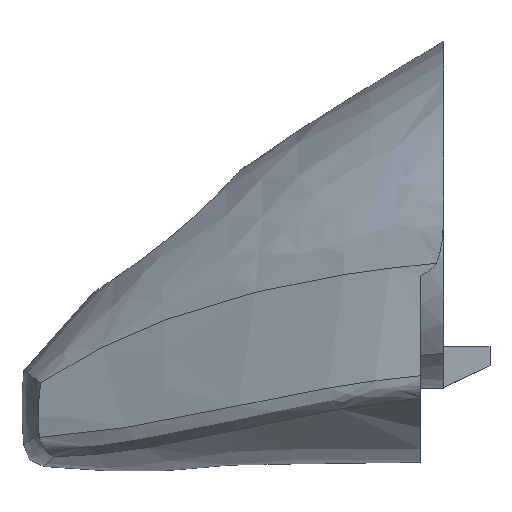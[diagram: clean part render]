
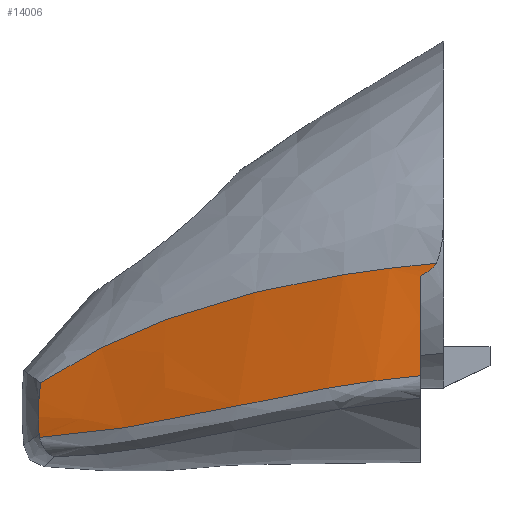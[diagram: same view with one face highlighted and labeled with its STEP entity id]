
A CAD part, top view. The second image highlights one B-rep face of the part: STEP entity #14006.
In plain terms, the highlighted free-form (B-spline) face has degree [3, 3] with [4, 4] control points.
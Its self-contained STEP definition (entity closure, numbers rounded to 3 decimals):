
#202 = CARTESIAN_POINT ( 'NONE',  ( 0., 17.322, 17.153 ) ) ;
#260 = CARTESIAN_POINT ( 'NONE',  ( -24.603, 13.717, 9.736 ) ) ;
#854 = CARTESIAN_POINT ( 'NONE',  ( -34.792, 2.584, 7.227 ) ) ;
#1044 = EDGE_CURVE ( 'NONE', #10531, #12381, #6668, .T. ) ;
#1408 = CARTESIAN_POINT ( 'NONE',  ( -2., 16.152, 16.96 ) ) ;
#1519 = CARTESIAN_POINT ( 'NONE',  ( -1.12, 16.717, 17.054 ) ) ;
#1545 = CARTESIAN_POINT ( 'NONE',  ( -12.488, 5.776, 16.63 ) ) ;
#1644 = CARTESIAN_POINT ( 'NONE',  ( -3.436, 7.468, 17.434 ) ) ;
#1647 = CARTESIAN_POINT ( 'NONE',  ( -12.421, 10.127, 16.514 ) ) ;
#1966 = CARTESIAN_POINT ( 'NONE',  ( -34.792, 2.584, 7.227 ) ) ;
#2509 = EDGE_CURVE ( 'NONE', #10531, #12111, #14756, .T. ) ;
#2748 = CARTESIAN_POINT ( 'NONE',  ( -2., 16.152, 16.96 ) ) ;
#2811 = CARTESIAN_POINT ( 'NONE',  ( -0.834, 16.954, 17.087 ) ) ;
#2823 = CARTESIAN_POINT ( 'NONE',  ( -2., 13.289, 16.999 ) ) ;
#2865 = CARTESIAN_POINT ( 'NONE',  ( -1., 16.805, 17.067 ) ) ;
#2880 = EDGE_CURVE ( 'NONE', #15653, #13459, #11941, .T. ) ;
#3053 = CARTESIAN_POINT ( 'NONE',  ( -24.041, 3.694, 11.524 ) ) ;
#3150 = CARTESIAN_POINT ( 'NONE',  ( -24.777, 13.601, 9.688 ) ) ;
#3196 = B_SPLINE_CURVE_WITH_KNOTS ( 'NONE', 3,
 ( #12283, #9569, #15019, #7014, #13793, #3053, #5622, #6957, #16247, #5777, #16359, #4383, #1644, #8248 ),
 .UNSPECIFIED., .F., .F.,
 ( 4, 2, 2, 2, 2, 2, 4 ),
 ( 0., 0.004, 0.009, 0.017, 0.026, 0.031, 0.035 ),
 .UNSPECIFIED. ) ;
#3458 = CARTESIAN_POINT ( 'NONE',  ( -34.792, 2.584, 7.227 ) ) ;
#3573 = CARTESIAN_POINT ( 'NONE',  ( -34.773, 2.398, 7.215 ) ) ;
#4028 = CARTESIAN_POINT ( 'NONE',  ( -0.646, 17.19, 17.118 ) ) ;
#4200 = CARTESIAN_POINT ( 'NONE',  ( -1.487, 16.46, 17.015 ) ) ;
#4282 = CARTESIAN_POINT ( 'NONE',  ( 0., 15.036, 16.909 ) ) ;
#4331 = CARTESIAN_POINT ( 'NONE',  ( -23.473, 1.409, 12.04 ) ) ;
#4383 = CARTESIAN_POINT ( 'NONE',  ( -4.861, 7.302, 17.197 ) ) ;
#5622 = CARTESIAN_POINT ( 'NONE',  ( -21.376, 4.245, 12.554 ) ) ;
#5777 = CARTESIAN_POINT ( 'NONE',  ( -9.095, 6.681, 16.323 ) ) ;
#6442 = B_SPLINE_CURVE_WITH_KNOTS ( 'NONE', 3,
 ( #2748, #12040, #4200, #1519, #2865, #2811, #12152, #12088, #4028, #13377 ),
 .UNSPECIFIED., .F., .F.,
 ( 4, 2, 2, 2, 4 ),
 ( 0., 0.001, 0.001, 0.002, 0.002 ),
 .UNSPECIFIED. ) ;
#6548 = ORIENTED_EDGE ( 'NONE', *, *, #12464, .T. ) ;
#6646 = CARTESIAN_POINT ( 'NONE',  ( -2., 14.721, 16.94 ) ) ;
#6668 = B_SPLINE_CURVE_WITH_KNOTS ( 'NONE', 3,
 ( #1966, #11064, #13821, #15108 ),
 .UNSPECIFIED., .F., .F.,
 ( 4, 4 ),
 ( 0.265, 1. ),
 .UNSPECIFIED. ) ;
#6902 = CARTESIAN_POINT ( 'NONE',  ( -34.952, 5.031, 7.234 ) ) ;
#6957 = CARTESIAN_POINT ( 'NONE',  ( -15.982, 5.369, 14.425 ) ) ;
#7014 = CARTESIAN_POINT ( 'NONE',  ( -29.376, 2.828, 9.367 ) ) ;
#7017 = CARTESIAN_POINT ( 'NONE',  ( -24.031, 6.117, 11.288 ) ) ;
#7057 = CARTESIAN_POINT ( 'NONE',  ( -34.875, 2.975, 7.444 ) ) ;
#7741 = ORIENTED_EDGE ( 'NONE', *, *, #11236, .T. ) ;
#8248 = CARTESIAN_POINT ( 'NONE',  ( -2., 7.594, 17.626 ) ) ;
#8253 = CARTESIAN_POINT ( 'NONE',  ( -34.648, 7.006, 7. ) ) ;
#8297 = CARTESIAN_POINT ( 'NONE',  ( -34.648, 1.006, 7. ) ) ;
#8463 = CARTESIAN_POINT ( 'NONE',  ( -34.648, 7.006, 7. ) ) ;
#8493 = ORIENTED_EDGE ( 'NONE', *, *, #2880, .T. ) ;
#8587 = EDGE_LOOP ( 'NONE', ( #7741, #8493, #6548, #14449, #12227, #12415 ) ) ;
#8859 = CARTESIAN_POINT ( 'NONE',  ( -34.752, 2.307, 7.212 ) ) ;
#9189 = CARTESIAN_POINT ( 'NONE',  ( -2., 7.594, 17.626 ) ) ;
#9383 = CARTESIAN_POINT ( 'NONE',  ( -2., 16.152, 16.96 ) ) ;
#9387 = CARTESIAN_POINT ( 'NONE',  ( -2., 12.575, 17.05 ) ) ;
#9548 = EDGE_CURVE ( 'NONE', #12381, #13253, #15380, .T. ) ;
#9569 = CARTESIAN_POINT ( 'NONE',  ( -33.393, 2.387, 7.729 ) ) ;
#9572 = CARTESIAN_POINT ( 'NONE',  ( -24.381, 9.95, 10.518 ) ) ;
#9683 = CARTESIAN_POINT ( 'NONE',  ( -0.629, 17.266, 17.126 ) ) ;
#10153 = CARTESIAN_POINT ( 'NONE',  ( -34.786, 2.491, 7.22 ) ) ;
#10531 = VERTEX_POINT ( 'NONE', #854 ) ;
#10616 = B_SPLINE_SURFACE_WITH_KNOTS ( 'NONE', 3, 3, ( 
 ( #8297, #7057, #6902, #8253 ),
 ( #4331, #7017, #9572, #260 ),
 ( #1545, #1647, #13692, #15021 ),
 ( #16360, #12285, #4282, #202 ) ),
 .UNSPECIFIED., .F., .F., .F.,
 ( 4, 4 ),
 ( 4, 4 ),
 ( 0., 1. ),
 ( 0., 1. ),
 .UNSPECIFIED. ) ;
#11064 = CARTESIAN_POINT ( 'NONE',  ( -34.889, 4.058, 7.332 ) ) ;
#11089 = CARTESIAN_POINT ( 'NONE',  ( -12.511, 16.176, 16.515 ) ) ;
#11236 = EDGE_CURVE ( 'NONE', #12111, #15653, #3196, .T. ) ;
#11941 = B_SPLINE_CURVE_WITH_KNOTS ( 'NONE', 3,
 ( #16005, #12049, #14788, #9387, #2823, #6646, #14844, #1408 ),
 .UNSPECIFIED., .F., .F.,
 ( 4, 2, 2, 4 ),
 ( 0., 0.004, 0.007, 0.009 ),
 .UNSPECIFIED. ) ;
#12040 = CARTESIAN_POINT ( 'NONE',  ( -1.743, 16.304, 16.988 ) ) ;
#12049 = CARTESIAN_POINT ( 'NONE',  ( -2., 9.012, 17.421 ) ) ;
#12088 = CARTESIAN_POINT ( 'NONE',  ( -0.687, 17.125, 17.11 ) ) ;
#12111 = VERTEX_POINT ( 'NONE', #8859 ) ;
#12152 = CARTESIAN_POINT ( 'NONE',  ( -0.781, 17.007, 17.094 ) ) ;
#12218 = CARTESIAN_POINT ( 'NONE',  ( -34.648, 7.006, 7. ) ) ;
#12227 = ORIENTED_EDGE ( 'NONE', *, *, #1044, .F. ) ;
#12283 = CARTESIAN_POINT ( 'NONE',  ( -34.752, 2.307, 7.212 ) ) ;
#12285 = CARTESIAN_POINT ( 'NONE',  ( 0., 11.462, 17.21 ) ) ;
#12381 = VERTEX_POINT ( 'NONE', #12218 ) ;
#12415 = ORIENTED_EDGE ( 'NONE', *, *, #2509, .T. ) ;
#12464 = EDGE_CURVE ( 'NONE', #13459, #13253, #6442, .T. ) ;
#13253 = VERTEX_POINT ( 'NONE', #13568 ) ;
#13377 = CARTESIAN_POINT ( 'NONE',  ( -0.629, 17.266, 17.126 ) ) ;
#13459 = VERTEX_POINT ( 'NONE', #9383 ) ;
#13568 = CARTESIAN_POINT ( 'NONE',  ( -0.629, 17.266, 17.126 ) ) ;
#13692 = CARTESIAN_POINT ( 'NONE',  ( -12.339, 13.544, 16.433 ) ) ;
#13793 = CARTESIAN_POINT ( 'NONE',  ( -28.042, 3.025, 9.914 ) ) ;
#13821 = CARTESIAN_POINT ( 'NONE',  ( -34.871, 5.554, 7.172 ) ) ;
#14006 = ADVANCED_FACE ( 'NONE', ( #16954 ), #10616, .T. ) ;
#14449 = ORIENTED_EDGE ( 'NONE', *, *, #9548, .F. ) ;
#14756 = B_SPLINE_CURVE_WITH_KNOTS ( 'NONE', 3,
 ( #3458, #10153, #3573, #16761 ),
 .UNSPECIFIED., .F., .F.,
 ( 4, 4 ),
 ( 0., 0. ),
 .UNSPECIFIED. ) ;
#14788 = CARTESIAN_POINT ( 'NONE',  ( -2., 10.434, 17.241 ) ) ;
#14844 = CARTESIAN_POINT ( 'NONE',  ( -2., 15.437, 16.931 ) ) ;
#15019 = CARTESIAN_POINT ( 'NONE',  ( -32.051, 2.509, 8.275 ) ) ;
#15021 = CARTESIAN_POINT ( 'NONE',  ( -12.077, 16.266, 16.757 ) ) ;
#15108 = CARTESIAN_POINT ( 'NONE',  ( -34.648, 7.006, 7. ) ) ;
#15380 = B_SPLINE_CURVE_WITH_KNOTS ( 'NONE', 3,
 ( #8463, #3150, #11089, #9683 ),
 .UNSPECIFIED., .F., .F.,
 ( 4, 4 ),
 ( 0., 0.983 ),
 .UNSPECIFIED. ) ;
#15653 = VERTEX_POINT ( 'NONE', #9189 ) ;
#16005 = CARTESIAN_POINT ( 'NONE',  ( -2., 7.594, 17.626 ) ) ;
#16247 = CARTESIAN_POINT ( 'NONE',  ( -13.258, 5.941, 15.267 ) ) ;
#16359 = CARTESIAN_POINT ( 'NONE',  ( -7.693, 6.908, 16.641 ) ) ;
#16360 = CARTESIAN_POINT ( 'NONE',  ( 0., 6.6, 18.057 ) ) ;
#16761 = CARTESIAN_POINT ( 'NONE',  ( -34.752, 2.307, 7.212 ) ) ;
#16954 = FACE_OUTER_BOUND ( 'NONE', #8587, .T. ) ;
